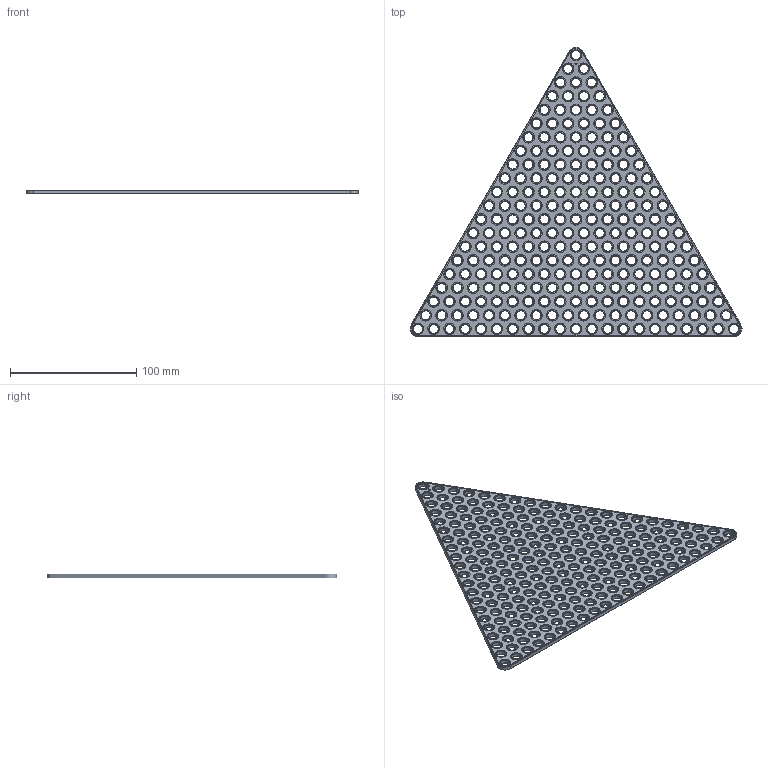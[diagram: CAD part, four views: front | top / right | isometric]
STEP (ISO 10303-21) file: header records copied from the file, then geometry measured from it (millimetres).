
FILE_DESCRIPTION(('FreeCAD Model'),'2;1');
FILE_NAME('Open CASCADE Shape Model','2024-01-31T13:01:52',(''),(''), 'Open CASCADE STEP processor 7.6','FreeCAD','Unknown');
FILE_SCHEMA(('AUTOMOTIVE_DESIGN { 1 0 10303 214 1 1 1 1 }'));
Products named in the file (1): Plate TRI CRNR BU21x00.25 - SPN-PLT-0032 (stemfie.org)
Bounding box: 262.5 x 229.01 x 3.12 mm (x, y, z)
Volume: 68151.9 mm3; surface area: 63792.3 mm2
Topology: 1 solids, 1 shells, 1649 faces, 3678 edges, 2294 vertices
Faces by surface type: plane 549, cylinder 468, cone 468, extrusion 164
Full cylindrical faces by diameter (mm): 7 x231, 9.2 x231
Entity records: 96985 total; most frequent: CARTESIAN_POINT 20765, DIRECTION 14292, VECTOR 8038, LINE 7874, ORIENTED_EDGE 7356, PCURVE 7356, DEFINITIONAL_REPRESENTATION 7356, EDGE_CURVE 3678
